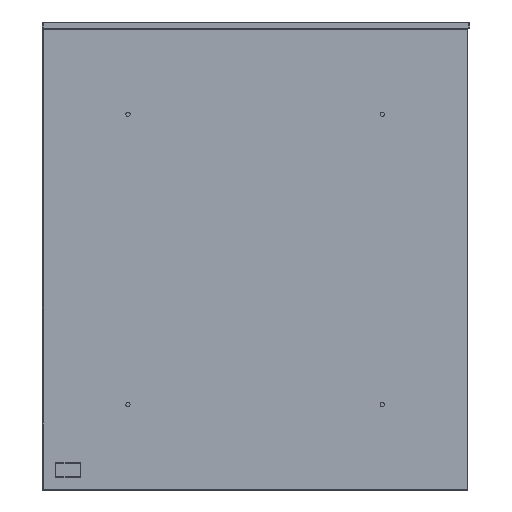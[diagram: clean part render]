
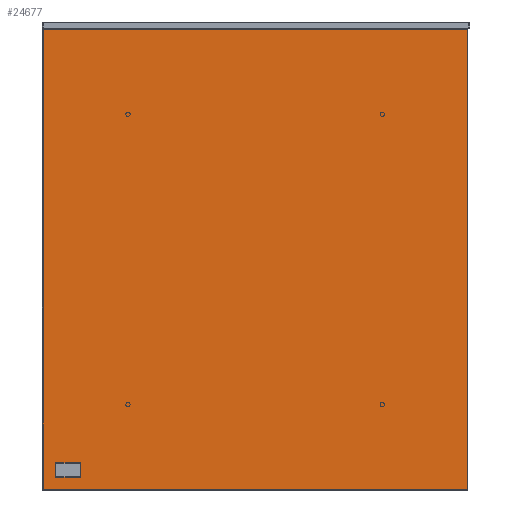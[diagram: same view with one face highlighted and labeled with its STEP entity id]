
A CAD part, left-side view. The second image highlights one B-rep face of the part: STEP entity #24677.
In plain terms, the highlighted planar face has unit normal (-1, 0, 0).
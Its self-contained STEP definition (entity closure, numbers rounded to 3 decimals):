
#24316=CARTESIAN_POINT('',(-3723.565,5493.44,-59.131));
#24317=VERTEX_POINT('',#24316);
#24318=CARTESIAN_POINT('',(-3723.565,5493.44,-596.869));
#24319=VERTEX_POINT('',#24318);
#24320=CARTESIAN_POINT('',(-3723.565,5493.44,-59.131));
#24321=DIRECTION('',(0.0,0.0,-1.0));
#24322=VECTOR('',#24321,537.737);
#24323=LINE('',#24320,#24322);
#24324=EDGE_CURVE('',#24317,#24319,#24323,.T.);
#24356=CARTESIAN_POINT('',(-3723.565,5493.771,-597.2));
#24357=VERTEX_POINT('',#24356);
#24358=CARTESIAN_POINT('',(-3723.565,5493.44,-596.869));
#24359=DIRECTION('',(0.0,0.707,-0.707));
#24360=VECTOR('',#24359,0.469);
#24361=LINE('',#24358,#24360);
#24362=EDGE_CURVE('',#24319,#24357,#24361,.T.);
#24387=CARTESIAN_POINT('',(-3723.565,5989.508,-597.2));
#24388=VERTEX_POINT('',#24387);
#24389=CARTESIAN_POINT('',(-3723.565,5493.771,-597.2));
#24390=DIRECTION('',(0.0,1.0,0.0));
#24391=VECTOR('',#24390,495.737);
#24392=LINE('',#24389,#24391);
#24393=EDGE_CURVE('',#24357,#24388,#24392,.T.);
#24427=CARTESIAN_POINT('',(-3723.565,5989.84,-596.869));
#24428=VERTEX_POINT('',#24427);
#24429=CARTESIAN_POINT('',(-3723.565,5989.508,-597.2));
#24430=DIRECTION('',(0.0,0.707,0.707));
#24431=VECTOR('',#24430,0.469);
#24432=LINE('',#24429,#24431);
#24433=EDGE_CURVE('',#24388,#24428,#24432,.T.);
#24458=CARTESIAN_POINT('',(-3723.565,5989.84,-59.131));
#24459=VERTEX_POINT('',#24458);
#24460=CARTESIAN_POINT('',(-3723.565,5989.84,-596.869));
#24461=DIRECTION('',(0.0,0.0,1.0));
#24462=VECTOR('',#24461,537.737);
#24463=LINE('',#24460,#24462);
#24464=EDGE_CURVE('',#24428,#24459,#24463,.T.);
#24489=CARTESIAN_POINT('',(-3723.565,5989.508,-58.8));
#24490=VERTEX_POINT('',#24489);
#24491=CARTESIAN_POINT('',(-3723.565,5989.84,-59.131));
#24492=DIRECTION('',(0.0,-0.707,0.707));
#24493=VECTOR('',#24492,0.469);
#24494=LINE('',#24491,#24493);
#24495=EDGE_CURVE('',#24459,#24490,#24494,.T.);
#24520=CARTESIAN_POINT('',(-3723.565,5493.771,-58.8));
#24521=VERTEX_POINT('',#24520);
#24522=CARTESIAN_POINT('',(-3723.565,5989.508,-58.8));
#24523=DIRECTION('',(0.0,-1.0,0.0));
#24524=VECTOR('',#24523,495.737);
#24525=LINE('',#24522,#24524);
#24526=EDGE_CURVE('',#24490,#24521,#24525,.T.);
#24549=CARTESIAN_POINT('',(-3723.565,5493.771,-58.8));
#24550=DIRECTION('',(0.0,-0.707,-0.707));
#24551=VECTOR('',#24550,0.469);
#24552=LINE('',#24549,#24551);
#24553=EDGE_CURVE('',#24521,#24317,#24552,.T.);
#24662=CARTESIAN_POINT('',(-3723.565,5741.64,-597.201));
#24663=DIRECTION('',(-1.0,0.0,0.0));
#24664=DIRECTION('',(0.0,0.0,1.0));
#24665=AXIS2_PLACEMENT_3D('',#24662,#24663,#24664);
#24666=PLANE('',#24665);
#24667=ORIENTED_EDGE('',*,*,#24324,.F.);
#24668=ORIENTED_EDGE('',*,*,#24553,.F.);
#24669=ORIENTED_EDGE('',*,*,#24526,.F.);
#24670=ORIENTED_EDGE('',*,*,#24495,.F.);
#24671=ORIENTED_EDGE('',*,*,#24464,.F.);
#24672=ORIENTED_EDGE('',*,*,#24433,.F.);
#24673=ORIENTED_EDGE('',*,*,#24393,.F.);
#24674=ORIENTED_EDGE('',*,*,#24362,.F.);
#24675=EDGE_LOOP('',(#24667,#24668,#24669,#24670,#24671,#24672,#24673,#24674));
#24676=FACE_OUTER_BOUND('',#24675,.T.);
#24677=ADVANCED_FACE('',(#24676),#24666,.T.);
